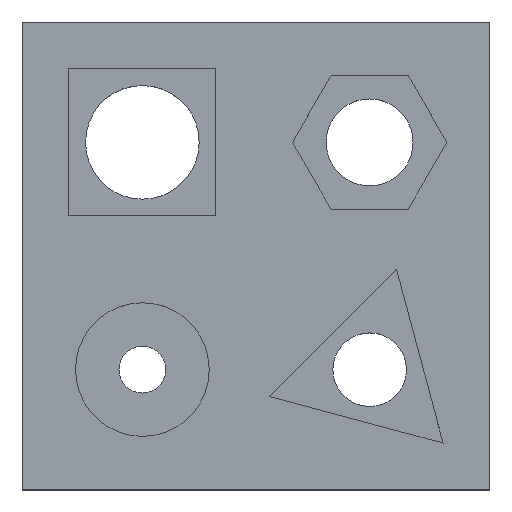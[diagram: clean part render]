
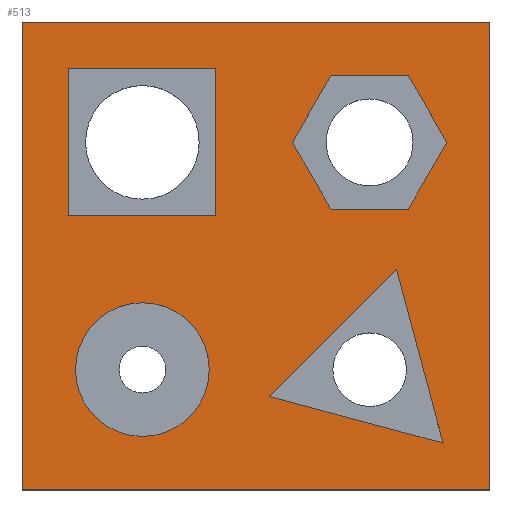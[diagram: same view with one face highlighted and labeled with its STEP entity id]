
A CAD part, top view. The second image highlights one B-rep face of the part: STEP entity #513.
In plain terms, the highlighted planar face has unit normal (0, 0, 1).
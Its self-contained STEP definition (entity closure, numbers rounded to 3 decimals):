
#24=FACE_BOUND('',#101,.T.);
#25=FACE_BOUND('',#102,.T.);
#26=FACE_BOUND('',#103,.T.);
#27=FACE_BOUND('',#104,.T.);
#35=CIRCLE('',#549,5.);
#68=FACE_OUTER_BOUND('',#100,.T.);
#100=EDGE_LOOP('',(#438,#439,#440,#441));
#101=EDGE_LOOP('',(#442,#443,#444,#445,#446,#447));
#102=EDGE_LOOP('',(#448,#449,#450));
#103=EDGE_LOOP('',(#451,#452,#453,#454));
#104=EDGE_LOOP('',(#455));
#110=LINE('',#705,#166);
#114=LINE('',#713,#170);
#117=LINE('',#719,#173);
#120=LINE('',#725,#176);
#123=LINE('',#731,#179);
#126=LINE('',#736,#182);
#128=LINE('',#744,#184);
#132=LINE('',#752,#188);
#135=LINE('',#757,#191);
#137=LINE('',#765,#193);
#141=LINE('',#773,#197);
#144=LINE('',#779,#200);
#147=LINE('',#784,#203);
#156=LINE('',#821,#212);
#159=LINE('',#827,#215);
#162=LINE('',#833,#218);
#165=LINE('',#837,#221);
#166=VECTOR('',#571,10.);
#170=VECTOR('',#577,10.);
#173=VECTOR('',#582,10.);
#176=VECTOR('',#587,10.);
#179=VECTOR('',#592,10.);
#182=VECTOR('',#597,10.);
#184=VECTOR('',#605,10.);
#188=VECTOR('',#611,10.);
#191=VECTOR('',#616,10.);
#193=VECTOR('',#624,10.);
#197=VECTOR('',#630,10.);
#200=VECTOR('',#635,10.);
#203=VECTOR('',#640,10.);
#212=VECTOR('',#681,10.);
#215=VECTOR('',#686,10.);
#218=VECTOR('',#691,10.);
#221=VECTOR('',#696,10.);
#222=VERTEX_POINT('',#703);
#223=VERTEX_POINT('',#704);
#226=VERTEX_POINT('',#712);
#228=VERTEX_POINT('',#718);
#230=VERTEX_POINT('',#724);
#232=VERTEX_POINT('',#730);
#235=VERTEX_POINT('',#742);
#236=VERTEX_POINT('',#743);
#239=VERTEX_POINT('',#751);
#242=VERTEX_POINT('',#763);
#243=VERTEX_POINT('',#764);
#246=VERTEX_POINT('',#772);
#248=VERTEX_POINT('',#778);
#251=VERTEX_POINT('',#790);
#260=VERTEX_POINT('',#818);
#261=VERTEX_POINT('',#820);
#263=VERTEX_POINT('',#826);
#265=VERTEX_POINT('',#832);
#266=EDGE_CURVE('',#222,#223,#110,.T.);
#270=EDGE_CURVE('',#226,#222,#114,.T.);
#273=EDGE_CURVE('',#228,#226,#117,.T.);
#276=EDGE_CURVE('',#230,#228,#120,.T.);
#279=EDGE_CURVE('',#232,#230,#123,.T.);
#282=EDGE_CURVE('',#223,#232,#126,.T.);
#285=EDGE_CURVE('',#235,#236,#128,.T.);
#289=EDGE_CURVE('',#239,#235,#132,.T.);
#292=EDGE_CURVE('',#236,#239,#135,.T.);
#295=EDGE_CURVE('',#242,#243,#137,.T.);
#299=EDGE_CURVE('',#246,#242,#141,.T.);
#302=EDGE_CURVE('',#248,#246,#144,.T.);
#305=EDGE_CURVE('',#243,#248,#147,.T.);
#308=EDGE_CURVE('',#251,#251,#35,.T.);
#322=EDGE_CURVE('',#261,#260,#156,.T.);
#325=EDGE_CURVE('',#263,#261,#159,.T.);
#328=EDGE_CURVE('',#265,#263,#162,.T.);
#331=EDGE_CURVE('',#260,#265,#165,.T.);
#438=ORIENTED_EDGE('',*,*,#331,.T.);
#439=ORIENTED_EDGE('',*,*,#328,.T.);
#440=ORIENTED_EDGE('',*,*,#325,.T.);
#441=ORIENTED_EDGE('',*,*,#322,.T.);
#442=ORIENTED_EDGE('',*,*,#266,.T.);
#443=ORIENTED_EDGE('',*,*,#282,.T.);
#444=ORIENTED_EDGE('',*,*,#279,.T.);
#445=ORIENTED_EDGE('',*,*,#276,.T.);
#446=ORIENTED_EDGE('',*,*,#273,.T.);
#447=ORIENTED_EDGE('',*,*,#270,.T.);
#448=ORIENTED_EDGE('',*,*,#285,.T.);
#449=ORIENTED_EDGE('',*,*,#292,.T.);
#450=ORIENTED_EDGE('',*,*,#289,.T.);
#451=ORIENTED_EDGE('',*,*,#295,.T.);
#452=ORIENTED_EDGE('',*,*,#305,.T.);
#453=ORIENTED_EDGE('',*,*,#302,.T.);
#454=ORIENTED_EDGE('',*,*,#299,.T.);
#455=ORIENTED_EDGE('',*,*,#308,.T.);
#485=PLANE('',#565);
#513=ADVANCED_FACE('',(#68,#24,#25,#26,#27),#485,.T.);
#549=AXIS2_PLACEMENT_3D('',#791,#648,#649);
#565=AXIS2_PLACEMENT_3D('',#838,#697,#698);
#571=DIRECTION('',(0.5,0.866,0.));
#577=DIRECTION('',(-0.5,0.866,0.));
#582=DIRECTION('',(-1.,0.,0.));
#587=DIRECTION('',(-0.5,-0.866,0.));
#592=DIRECTION('',(0.5,-0.866,0.));
#597=DIRECTION('',(1.,0.,0.));
#605=DIRECTION('',(0.259,-0.966,0.));
#611=DIRECTION('',(0.707,0.707,0.));
#616=DIRECTION('',(-0.966,0.259,0.));
#624=DIRECTION('',(0.,-1.,0.));
#630=DIRECTION('',(1.,0.,0.));
#635=DIRECTION('',(0.,1.,0.));
#640=DIRECTION('',(-1.,0.,0.));
#648=DIRECTION('center_axis',(0.,0.,-1.));
#649=DIRECTION('ref_axis',(-1.,0.,0.));
#681=DIRECTION('',(-1.,0.,0.));
#686=DIRECTION('',(0.,1.,0.));
#691=DIRECTION('',(1.,0.,0.));
#696=DIRECTION('',(0.,-1.,0.));
#697=DIRECTION('center_axis',(0.,0.,1.));
#698=DIRECTION('ref_axis',(1.,0.,0.));
#703=CARTESIAN_POINT('',(20.226,26.,3.));
#704=CARTESIAN_POINT('',(23.113,31.,3.));
#705=CARTESIAN_POINT('',(18.045,22.222,3.));
#712=CARTESIAN_POINT('',(23.113,21.,3.));
#713=CARTESIAN_POINT('',(23.169,20.903,3.));
#718=CARTESIAN_POINT('',(28.887,21.,3.));
#719=CARTESIAN_POINT('',(23.193,21.,3.));
#724=CARTESIAN_POINT('',(31.774,26.,3.));
#725=CARTESIAN_POINT('',(28.149,19.722,3.));
#730=CARTESIAN_POINT('',(28.887,31.,3.));
#731=CARTESIAN_POINT('',(30.386,28.403,3.));
#736=CARTESIAN_POINT('',(20.307,31.,3.));
#742=CARTESIAN_POINT('',(28.011,16.506,3.));
#743=CARTESIAN_POINT('',(31.494,3.506,3.));
#744=CARTESIAN_POINT('',(27.535,18.283,3.));
#751=CARTESIAN_POINT('',(18.494,6.989,3.));
#752=CARTESIAN_POINT('',(20.874,9.368,3.));
#757=CARTESIAN_POINT('',(23.217,5.724,3.));
#763=CARTESIAN_POINT('',(14.5,31.5,3.));
#764=CARTESIAN_POINT('',(14.5,20.5,3.));
#765=CARTESIAN_POINT('',(14.5,24.5,3.));
#772=CARTESIAN_POINT('',(3.5,31.5,3.));
#773=CARTESIAN_POINT('',(10.5,31.5,3.));
#778=CARTESIAN_POINT('',(3.5,20.5,3.));
#779=CARTESIAN_POINT('',(3.5,19.,3.));
#784=CARTESIAN_POINT('',(16.,20.5,3.));
#790=CARTESIAN_POINT('',(14.,9.,3.));
#791=CARTESIAN_POINT('Origin',(9.,9.,3.));
#818=CARTESIAN_POINT('',(0.,35.,3.));
#820=CARTESIAN_POINT('',(35.,35.,3.));
#821=CARTESIAN_POINT('',(35.,35.,3.));
#826=CARTESIAN_POINT('',(35.,0.,3.));
#827=CARTESIAN_POINT('',(35.,0.,3.));
#832=CARTESIAN_POINT('',(0.,0.,3.));
#833=CARTESIAN_POINT('',(0.,0.,3.));
#837=CARTESIAN_POINT('',(0.,35.,3.));
#838=CARTESIAN_POINT('Origin',(17.5,17.5,3.));
